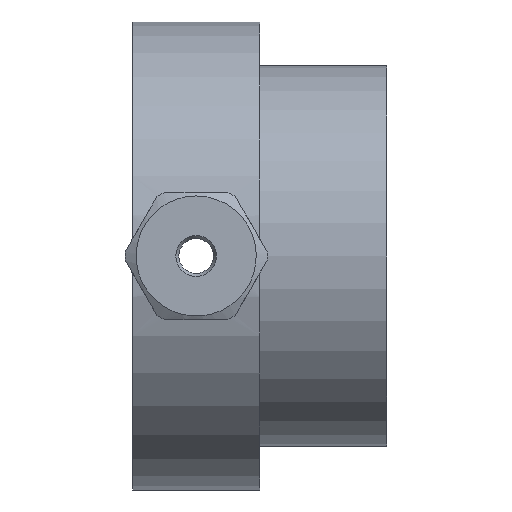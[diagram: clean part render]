
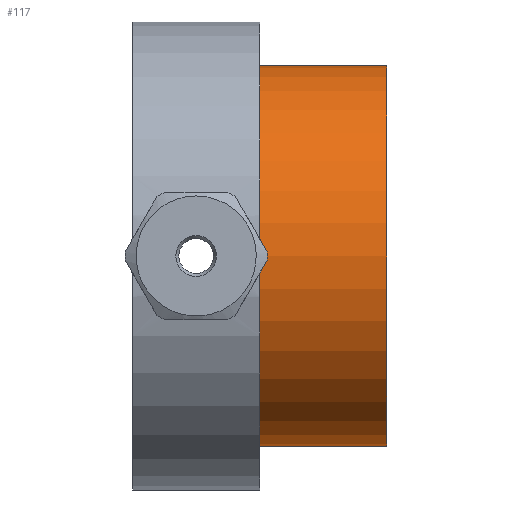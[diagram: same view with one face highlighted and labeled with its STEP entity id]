
A CAD part, front view. The second image highlights one B-rep face of the part: STEP entity #117.
In plain terms, the highlighted cylindrical face has radius 9.525 mm (diameter 19.05 mm), a full revolution.
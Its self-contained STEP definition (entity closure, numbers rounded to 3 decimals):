
#75=CARTESIAN_POINT('',(12.7,9.525,0.0));
#76=VERTEX_POINT('',#75);
#77=CARTESIAN_POINT('',(12.7,0.,0.0));
#78=DIRECTION('',(1.0,0.0,0.0));
#79=DIRECTION('',(0.0,1.0,0.0));
#80=AXIS2_PLACEMENT_3D('',#77,#78,#79);
#81=CIRCLE('',#80,9.525);
#82=EDGE_CURVE('',#76,#76,#81,.T.);
#98=CARTESIAN_POINT('',(9.525,0.,0.0));
#99=DIRECTION('',(1.0,0.,0.0));
#100=DIRECTION('',(0.0,1.0,0.0));
#101=AXIS2_PLACEMENT_3D('',#98,#99,#100);
#102=CYLINDRICAL_SURFACE('',#101,9.525);
#103=CARTESIAN_POINT('',(6.35,9.525,0.0));
#104=VERTEX_POINT('',#103);
#105=CARTESIAN_POINT('',(6.35,0.,0.0));
#106=DIRECTION('',(1.0,0.0,0.0));
#107=DIRECTION('',(0.0,1.0,0.0));
#108=AXIS2_PLACEMENT_3D('',#105,#106,#107);
#109=CIRCLE('',#108,9.525);
#110=EDGE_CURVE('',#104,#104,#109,.T.);
#111=ORIENTED_EDGE('',*,*,#110,.T.);
#112=EDGE_LOOP('',(#111));
#113=FACE_OUTER_BOUND('',#112,.T.);
#114=ORIENTED_EDGE('',*,*,#82,.F.);
#115=EDGE_LOOP('',(#114));
#116=FACE_BOUND('',#115,.T.);
#117=ADVANCED_FACE('',(#113,#116),#102,.T.);
